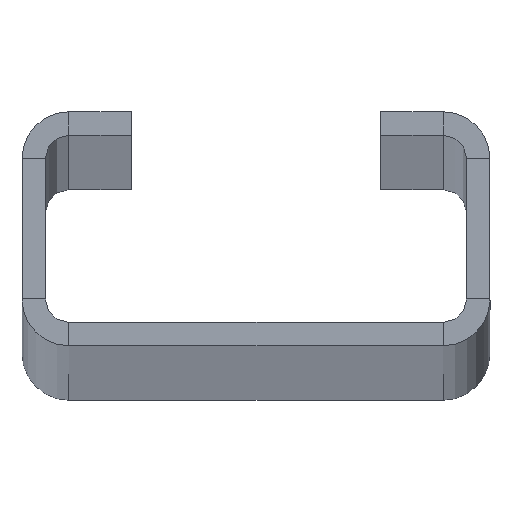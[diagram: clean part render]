
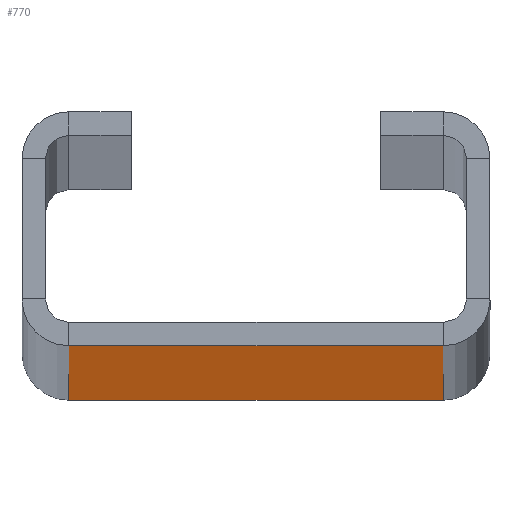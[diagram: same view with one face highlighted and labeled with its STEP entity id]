
A CAD part, top view. The second image highlights one B-rep face of the part: STEP entity #770.
In plain terms, the highlighted planar face has unit normal (0, -1, 0).
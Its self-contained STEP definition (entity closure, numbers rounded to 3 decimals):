
#21 = VERTEX_POINT ( 'NONE', #2643 ) ;
#722 = CARTESIAN_POINT ( 'NONE',  ( -15., 0., 2000. ) ) ;
#766 = CARTESIAN_POINT ( 'NONE',  ( 12., 0., 2000. ) ) ;
#770 = ADVANCED_FACE ( 'NONE', ( #3204 ), #2520, .F. ) ;
#800 = DIRECTION ( 'NONE',  ( 0., 1., 0. ) ) ;
#910 = CARTESIAN_POINT ( 'NONE',  ( -12., 0., 0. ) ) ;
#1125 = EDGE_CURVE ( 'NONE', #21, #4995, #6787, .T. ) ;
#1230 = LINE ( 'NONE', #722, #4629 ) ;
#1517 = ORIENTED_EDGE ( 'NONE', *, *, #2612, .F. ) ;
#1629 = LINE ( 'NONE', #1635, #3348 ) ;
#1635 = CARTESIAN_POINT ( 'NONE',  ( 12., 0., 2000. ) ) ;
#1832 = CARTESIAN_POINT ( 'NONE',  ( -12., 0., 2000. ) ) ;
#2170 = VECTOR ( 'NONE', #7349, 1000. ) ;
#2322 = CARTESIAN_POINT ( 'NONE',  ( -15., 0., 2000. ) ) ;
#2520 = PLANE ( 'NONE',  #7281 ) ;
#2612 = EDGE_CURVE ( 'NONE', #21, #7284, #1230, .T. ) ;
#2643 = CARTESIAN_POINT ( 'NONE',  ( -12., 0., 2000. ) ) ;
#2724 = ORIENTED_EDGE ( 'NONE', *, *, #1125, .T. ) ;
#3188 = LINE ( 'NONE', #5727, #2170 ) ;
#3204 = FACE_OUTER_BOUND ( 'NONE', #4189, .T. ) ;
#3348 = VECTOR ( 'NONE', #7309, 1000. ) ;
#4020 = CARTESIAN_POINT ( 'NONE',  ( 12., 0., 0. ) ) ;
#4189 = EDGE_LOOP ( 'NONE', ( #5274, #5199, #1517, #2724 ) ) ;
#4552 = DIRECTION ( 'NONE',  ( 0., 0., -1. ) ) ;
#4629 = VECTOR ( 'NONE', #4770, 1000. ) ;
#4770 = DIRECTION ( 'NONE',  ( 1., 0., 0. ) ) ;
#4848 = DIRECTION ( 'NONE',  ( 0., 0., 1. ) ) ;
#4995 = VERTEX_POINT ( 'NONE', #910 ) ;
#5199 = ORIENTED_EDGE ( 'NONE', *, *, #6117, .F. ) ;
#5226 = VERTEX_POINT ( 'NONE', #4020 ) ;
#5274 = ORIENTED_EDGE ( 'NONE', *, *, #6076, .T. ) ;
#5492 = VECTOR ( 'NONE', #4552, 1000. ) ;
#5727 = CARTESIAN_POINT ( 'NONE',  ( -15., 0., 0. ) ) ;
#6076 = EDGE_CURVE ( 'NONE', #4995, #5226, #3188, .T. ) ;
#6117 = EDGE_CURVE ( 'NONE', #7284, #5226, #1629, .T. ) ;
#6787 = LINE ( 'NONE', #1832, #5492 ) ;
#7281 = AXIS2_PLACEMENT_3D ( 'NONE', #2322, #800, #4848 ) ;
#7284 = VERTEX_POINT ( 'NONE', #766 ) ;
#7309 = DIRECTION ( 'NONE',  ( 0., 0., -1. ) ) ;
#7349 = DIRECTION ( 'NONE',  ( 1., 0., 0. ) ) ;
